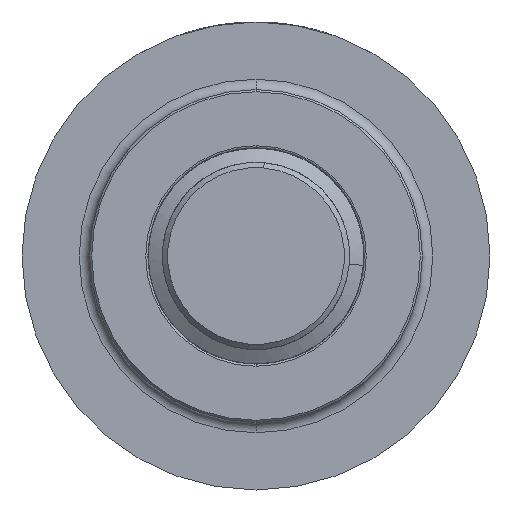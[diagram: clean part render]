
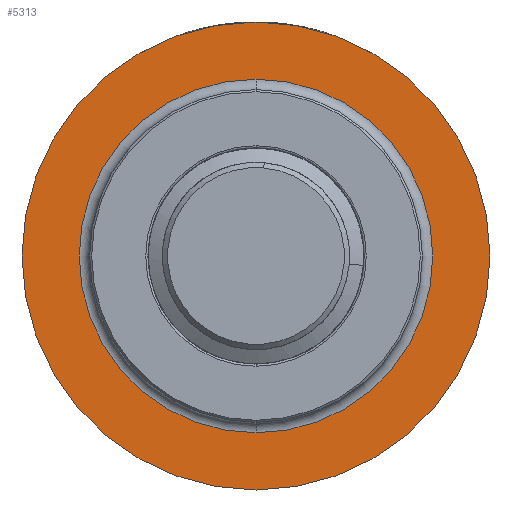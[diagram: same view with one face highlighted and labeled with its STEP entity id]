
A CAD part, front view. The second image highlights one B-rep face of the part: STEP entity #5313.
In plain terms, the highlighted planar face has unit normal (0, -1, 0).
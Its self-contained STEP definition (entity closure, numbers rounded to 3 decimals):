
#68 = EDGE_CURVE ( 'NONE', #7050, #2200, #2326, .T. ) ;
#81 = AXIS2_PLACEMENT_3D ( 'NONE', #1654, #2244, #1601 ) ;
#311 = ORIENTED_EDGE ( 'NONE', *, *, #2416, .T. ) ;
#589 = DIRECTION ( 'NONE',  ( 0., -1., 0. ) ) ;
#832 = ORIENTED_EDGE ( 'NONE', *, *, #7944, .T. ) ;
#1079 = EDGE_CURVE ( 'NONE', #2200, #7050, #7279, .T. ) ;
#1296 = CARTESIAN_POINT ( 'NONE',  ( 0., 1.42, -17. ) ) ;
#1601 = DIRECTION ( 'NONE',  ( 0., 0., -1. ) ) ;
#1654 = CARTESIAN_POINT ( 'NONE',  ( 0., 1.42, 0. ) ) ;
#1813 = CARTESIAN_POINT ( 'NONE',  ( 17., 1.42, 0. ) ) ;
#2200 = VERTEX_POINT ( 'NONE', #1296 ) ;
#2244 = DIRECTION ( 'NONE',  ( 0., -1., 0. ) ) ;
#2326 = CIRCLE ( 'NONE', #3934, 17. ) ;
#2416 = EDGE_CURVE ( 'NONE', #3647, #3028, #5648, .T. ) ;
#2429 = DIRECTION ( 'NONE',  ( 0., 0., -1. ) ) ;
#2475 = ORIENTED_EDGE ( 'NONE', *, *, #1079, .F. ) ;
#2540 = CARTESIAN_POINT ( 'NONE',  ( 0., 1.42, 22.5 ) ) ;
#3028 = VERTEX_POINT ( 'NONE', #2540 ) ;
#3378 = EDGE_LOOP ( 'NONE', ( #2475, #6377 ) ) ;
#3448 = CARTESIAN_POINT ( 'NONE',  ( 0., 1.42, 17. ) ) ;
#3628 = DIRECTION ( 'NONE',  ( 0., -1., 0. ) ) ;
#3647 = VERTEX_POINT ( 'NONE', #6898 ) ;
#3727 = CARTESIAN_POINT ( 'NONE',  ( 0., 1.42, 0. ) ) ;
#3934 = AXIS2_PLACEMENT_3D ( 'NONE', #7355, #3628, #8057 ) ;
#4361 = DIRECTION ( 'NONE',  ( 0., 0., -1. ) ) ;
#5040 = FACE_OUTER_BOUND ( 'NONE', #5511, .T. ) ;
#5079 = AXIS2_PLACEMENT_3D ( 'NONE', #5489, #7384, #2429 ) ;
#5313 = ADVANCED_FACE ( 'NONE', ( #5040, #6304 ), #8003, .T. ) ;
#5489 = CARTESIAN_POINT ( 'NONE',  ( 0., 1.42, 0. ) ) ;
#5511 = EDGE_LOOP ( 'NONE', ( #311, #832 ) ) ;
#5648 = CIRCLE ( 'NONE', #81, 22.5 ) ;
#6004 = AXIS2_PLACEMENT_3D ( 'NONE', #1813, #589, #7468 ) ;
#6026 = AXIS2_PLACEMENT_3D ( 'NONE', #3727, #7426, #4361 ) ;
#6304 = FACE_BOUND ( 'NONE', #3378, .T. ) ;
#6377 = ORIENTED_EDGE ( 'NONE', *, *, #68, .F. ) ;
#6898 = CARTESIAN_POINT ( 'NONE',  ( 0., 1.42, -22.5 ) ) ;
#7050 = VERTEX_POINT ( 'NONE', #3448 ) ;
#7279 = CIRCLE ( 'NONE', #6026, 17. ) ;
#7355 = CARTESIAN_POINT ( 'NONE',  ( 0., 1.42, 0. ) ) ;
#7384 = DIRECTION ( 'NONE',  ( 0., -1., 0. ) ) ;
#7426 = DIRECTION ( 'NONE',  ( 0., -1., 0. ) ) ;
#7468 = DIRECTION ( 'NONE',  ( 0., 0., -1. ) ) ;
#7846 = CIRCLE ( 'NONE', #5079, 22.5 ) ;
#7944 = EDGE_CURVE ( 'NONE', #3028, #3647, #7846, .T. ) ;
#8003 = PLANE ( 'NONE',  #6004 ) ;
#8057 = DIRECTION ( 'NONE',  ( 0., 0., -1. ) ) ;
